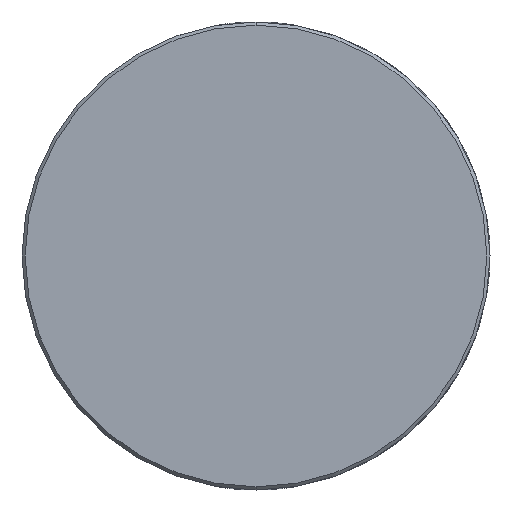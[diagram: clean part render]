
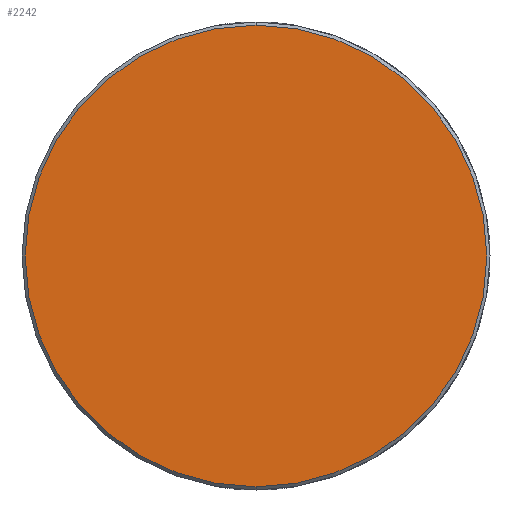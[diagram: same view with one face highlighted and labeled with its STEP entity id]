
A CAD part, front view. The second image highlights one B-rep face of the part: STEP entity #2242.
In plain terms, the highlighted planar face has unit normal (0, -1, 0).
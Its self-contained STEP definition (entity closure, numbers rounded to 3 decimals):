
#8 = DIRECTION ( 'NONE',  ( 0., -1., 0. ) ) ;
#149 = EDGE_LOOP ( 'NONE', ( #2343, #2316 ) ) ;
#277 = DIRECTION ( 'NONE',  ( 0., 0., 1. ) ) ;
#591 = VERTEX_POINT ( 'NONE', #1824 ) ;
#676 = VERTEX_POINT ( 'NONE', #975 ) ;
#757 = DIRECTION ( 'NONE',  ( 0., 0., 1. ) ) ;
#949 = DIRECTION ( 'NONE',  ( 0., -1., 0. ) ) ;
#966 = CARTESIAN_POINT ( 'NONE',  ( 0., -150.64, 0. ) ) ;
#975 = CARTESIAN_POINT ( 'NONE',  ( 0., -150.64, -36. ) ) ;
#1318 = CIRCLE ( 'NONE', #2322, 36. ) ;
#1365 = DIRECTION ( 'NONE',  ( 0., 0., 1. ) ) ;
#1442 = DIRECTION ( 'NONE',  ( 0., 1., 0. ) ) ;
#1473 = EDGE_CURVE ( 'NONE', #591, #676, #1318, .T. ) ;
#1607 = EDGE_CURVE ( 'NONE', #676, #591, #1613, .T. ) ;
#1613 = CIRCLE ( 'NONE', #2516, 36. ) ;
#1646 = PLANE ( 'NONE',  #2369 ) ;
#1659 = FACE_OUTER_BOUND ( 'NONE', #149, .T. ) ;
#1824 = CARTESIAN_POINT ( 'NONE',  ( 0., -150.64, 36. ) ) ;
#2116 = CARTESIAN_POINT ( 'NONE',  ( 0., -150.64, 0. ) ) ;
#2218 = CARTESIAN_POINT ( 'NONE',  ( 36.5, -150.64, 0. ) ) ;
#2242 = ADVANCED_FACE ( 'NONE', ( #1659 ), #1646, .F. ) ;
#2316 = ORIENTED_EDGE ( 'NONE', *, *, #1607, .T. ) ;
#2322 = AXIS2_PLACEMENT_3D ( 'NONE', #966, #8, #1365 ) ;
#2343 = ORIENTED_EDGE ( 'NONE', *, *, #1473, .T. ) ;
#2369 = AXIS2_PLACEMENT_3D ( 'NONE', #2218, #1442, #277 ) ;
#2516 = AXIS2_PLACEMENT_3D ( 'NONE', #2116, #949, #757 ) ;
